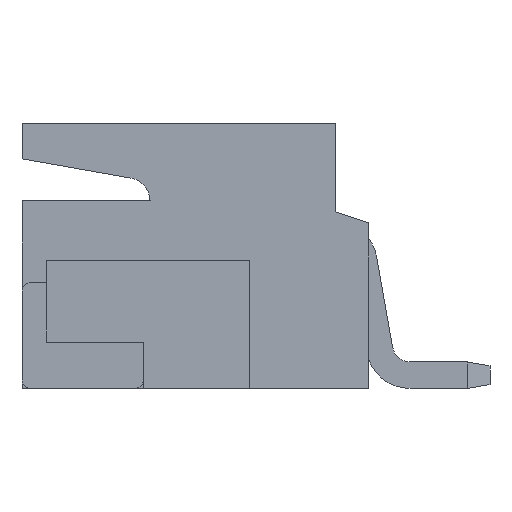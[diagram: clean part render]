
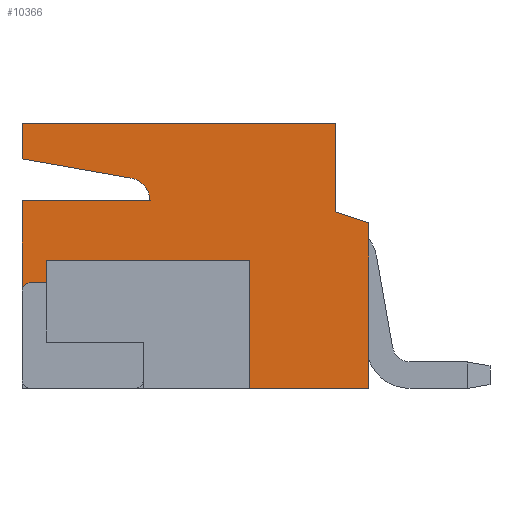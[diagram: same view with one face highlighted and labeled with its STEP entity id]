
A CAD part, left-side view. The second image highlights one B-rep face of the part: STEP entity #10366.
In plain terms, the highlighted planar face has unit normal (-1, 0, 0).
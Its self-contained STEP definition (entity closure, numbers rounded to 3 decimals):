
#90 = DIRECTION ( 'NONE',  ( 0., 0., -1. ) ) ;
#127 = ORIENTED_EDGE ( 'NONE', *, *, #5141, .F. ) ;
#415 = DIRECTION ( 'NONE',  ( 1., 0., 0. ) ) ;
#454 = EDGE_CURVE ( 'NONE', #11386, #8020, #889, .T. ) ;
#467 = LINE ( 'NONE', #1413, #9602 ) ;
#546 = ORIENTED_EDGE ( 'NONE', *, *, #454, .F. ) ;
#568 = ORIENTED_EDGE ( 'NONE', *, *, #8317, .T. ) ;
#588 = CARTESIAN_POINT ( 'NONE',  ( -7.55, -5.6, 6. ) ) ;
#716 = ORIENTED_EDGE ( 'NONE', *, *, #5233, .T. ) ;
#740 = ORIENTED_EDGE ( 'NONE', *, *, #3013, .T. ) ;
#889 = LINE ( 'NONE', #4810, #9983 ) ;
#1216 = VECTOR ( 'NONE', #7288, 1000. ) ;
#1230 = EDGE_CURVE ( 'NONE', #11242, #7347, #11362, .T. ) ;
#1334 = CARTESIAN_POINT ( 'NONE',  ( -7.55, -1.25, 1.05 ) ) ;
#1394 = CARTESIAN_POINT ( 'NONE',  ( -7.55, 0.95, 1.05 ) ) ;
#1413 = CARTESIAN_POINT ( 'NONE',  ( -7.55, -1.25, 1.05 ) ) ;
#1480 = LINE ( 'NONE', #4274, #10540 ) ;
#1502 = VERTEX_POINT ( 'NONE', #5619 ) ;
#1654 = CARTESIAN_POINT ( 'NONE',  ( -7.55, -0.968, 4.765 ) ) ;
#1664 = VERTEX_POINT ( 'NONE', #6661 ) ;
#1915 = CARTESIAN_POINT ( 'NONE',  ( -7.55, -3.65, 0. ) ) ;
#1934 = VERTEX_POINT ( 'NONE', #2236 ) ;
#1991 = CARTESIAN_POINT ( 'NONE',  ( -7.55, -0.844, 4.787 ) ) ;
#2080 = VECTOR ( 'NONE', #7658, 1000. ) ;
#2081 = VECTOR ( 'NONE', #2786, 1000. ) ;
#2236 = CARTESIAN_POINT ( 'NONE',  ( -7.55, 1.5, 5.2 ) ) ;
#2267 = ORIENTED_EDGE ( 'NONE', *, *, #9921, .F. ) ;
#2301 = ORIENTED_EDGE ( 'NONE', *, *, #3235, .F. ) ;
#2359 = LINE ( 'NONE', #588, #2080 ) ;
#2382 = DIRECTION ( 'NONE',  ( 0., 1., 0. ) ) ;
#2406 = CARTESIAN_POINT ( 'NONE',  ( -7.55, 0.95, 2.9 ) ) ;
#2409 = ORIENTED_EDGE ( 'NONE', *, *, #9575, .T. ) ;
#2416 = LINE ( 'NONE', #7630, #10253 ) ;
#2521 = CARTESIAN_POINT ( 'NONE',  ( -7.55, -3.65, 2.9 ) ) ;
#2535 = VECTOR ( 'NONE', #4335, 1000. ) ;
#2576 = DIRECTION ( 'NONE',  ( 0., 1., 0. ) ) ;
#2657 = LINE ( 'NONE', #1394, #9663 ) ;
#2786 = DIRECTION ( 'NONE',  ( 0., 0., -1. ) ) ;
#2797 = LINE ( 'NONE', #3465, #2535 ) ;
#3013 = EDGE_CURVE ( 'NONE', #11386, #6296, #4172, .T. ) ;
#3075 = CARTESIAN_POINT ( 'NONE',  ( -7.55, 1.5, 0. ) ) ;
#3134 = ORIENTED_EDGE ( 'NONE', *, *, #9652, .T. ) ;
#3185 = CARTESIAN_POINT ( 'NONE',  ( -7.55, -3.15, 2.4 ) ) ;
#3235 = EDGE_CURVE ( 'NONE', #8025, #9619, #3920, .T. ) ;
#3265 = DIRECTION ( 'NONE',  ( 0., -1., 0. ) ) ;
#3465 = CARTESIAN_POINT ( 'NONE',  ( -7.55, -3.15, 1.05 ) ) ;
#3640 = VECTOR ( 'NONE', #11105, 1000. ) ;
#3678 = AXIS2_PLACEMENT_3D ( 'NONE', #8351, #415, #6617 ) ;
#3756 = DIRECTION ( 'NONE',  ( 0., -0.985, -0.174 ) ) ;
#3888 = CARTESIAN_POINT ( 'NONE',  ( -7.55, 1.5, 4.25 ) ) ;
#3920 = LINE ( 'NONE', #10238, #3640 ) ;
#3963 = EDGE_CURVE ( 'NONE', #10433, #10986, #2657, .T. ) ;
#3966 = DIRECTION ( 'NONE',  ( 0., 0., 1. ) ) ;
#3976 = PLANE ( 'NONE',  #3678 ) ;
#3995 = VERTEX_POINT ( 'NONE', #4086 ) ;
#4016 = DIRECTION ( 'NONE',  ( 0., -1., 0. ) ) ;
#4086 = CARTESIAN_POINT ( 'NONE',  ( -7.55, -1.25, 0.2 ) ) ;
#4108 = DIRECTION ( 'NONE',  ( 0., 0., -1. ) ) ;
#4172 = LINE ( 'NONE', #8200, #10892 ) ;
#4274 = CARTESIAN_POINT ( 'NONE',  ( -7.55, -3.65, 2.9 ) ) ;
#4313 = VECTOR ( 'NONE', #3966, 1000. ) ;
#4335 = DIRECTION ( 'NONE',  ( 0., 0., -1. ) ) ;
#4365 = VECTOR ( 'NONE', #10399, 1000. ) ;
#4492 = VECTOR ( 'NONE', #2576, 1000. ) ;
#4696 = LINE ( 'NONE', #1991, #9105 ) ;
#4740 = CARTESIAN_POINT ( 'NONE',  ( -7.55, -5.6, 6. ) ) ;
#4810 = CARTESIAN_POINT ( 'NONE',  ( -7.55, 0.95, 2.4 ) ) ;
#4854 = EDGE_CURVE ( 'NONE', #1934, #7954, #8533, .T. ) ;
#5073 = VECTOR ( 'NONE', #3265, 1000. ) ;
#5141 = EDGE_CURVE ( 'NONE', #7954, #6698, #10552, .T. ) ;
#5180 = EDGE_CURVE ( 'NONE', #9619, #1502, #8073, .T. ) ;
#5233 = EDGE_CURVE ( 'NONE', #6296, #6986, #1480, .T. ) ;
#5367 = AXIS2_PLACEMENT_3D ( 'NONE', #10659, #5410, #90 ) ;
#5410 = DIRECTION ( 'NONE',  ( 1., 0., 0. ) ) ;
#5452 = CARTESIAN_POINT ( 'NONE',  ( -7.55, -6.35, 3.75 ) ) ;
#5619 = CARTESIAN_POINT ( 'NONE',  ( -7.55, -6.35, 0. ) ) ;
#5640 = EDGE_CURVE ( 'NONE', #3995, #1664, #2416, .T. ) ;
#5751 = VECTOR ( 'NONE', #4108, 1000. ) ;
#5843 = ORIENTED_EDGE ( 'NONE', *, *, #1230, .T. ) ;
#6296 = VERTEX_POINT ( 'NONE', #2406 ) ;
#6332 = VERTEX_POINT ( 'NONE', #1654 ) ;
#6412 = CARTESIAN_POINT ( 'NONE',  ( -7.55, 1.5, 0. ) ) ;
#6577 = VERTEX_POINT ( 'NONE', #8977 ) ;
#6617 = DIRECTION ( 'NONE',  ( 0., 0., -1. ) ) ;
#6661 = CARTESIAN_POINT ( 'NONE',  ( -7.55, 1.5, 0.2 ) ) ;
#6698 = VERTEX_POINT ( 'NONE', #4740 ) ;
#6743 = LINE ( 'NONE', #1915, #2081 ) ;
#6929 = CARTESIAN_POINT ( 'NONE',  ( -7.55, -1.4, 4.25 ) ) ;
#6986 = VERTEX_POINT ( 'NONE', #2521 ) ;
#7288 = DIRECTION ( 'NONE',  ( 0., 0., 1. ) ) ;
#7347 = VERTEX_POINT ( 'NONE', #3888 ) ;
#7354 = EDGE_CURVE ( 'NONE', #1664, #7347, #11316, .T. ) ;
#7537 = ORIENTED_EDGE ( 'NONE', *, *, #4854, .F. ) ;
#7542 = DIRECTION ( 'NONE',  ( 0., 1., 0. ) ) ;
#7629 = EDGE_CURVE ( 'NONE', #8020, #10433, #2797, .T. ) ;
#7630 = CARTESIAN_POINT ( 'NONE',  ( -7.55, -1.835, 0.2 ) ) ;
#7658 = DIRECTION ( 'NONE',  ( 0., 0., -1. ) ) ;
#7831 = CARTESIAN_POINT ( 'NONE',  ( -7.55, -6.35, 0. ) ) ;
#7954 = VERTEX_POINT ( 'NONE', #9255 ) ;
#8020 = VERTEX_POINT ( 'NONE', #3185 ) ;
#8025 = VERTEX_POINT ( 'NONE', #9339 ) ;
#8073 = LINE ( 'NONE', #10370, #5751 ) ;
#8200 = CARTESIAN_POINT ( 'NONE',  ( -7.55, 0.95, 2.9 ) ) ;
#8317 = EDGE_CURVE ( 'NONE', #6986, #6577, #6743, .T. ) ;
#8351 = CARTESIAN_POINT ( 'NONE',  ( -7.55, 0., 0. ) ) ;
#8422 = CIRCLE ( 'NONE', #5367, 0.523 ) ;
#8470 = CARTESIAN_POINT ( 'NONE',  ( -7.55, -3.15, 1.05 ) ) ;
#8533 = LINE ( 'NONE', #6412, #1216 ) ;
#8670 = DIRECTION ( 'NONE',  ( 0., -1., 0. ) ) ;
#8900 = LINE ( 'NONE', #7831, #4492 ) ;
#8977 = CARTESIAN_POINT ( 'NONE',  ( -7.55, -3.65, 0. ) ) ;
#9037 = ORIENTED_EDGE ( 'NONE', *, *, #11239, .F. ) ;
#9105 = VECTOR ( 'NONE', #3756, 1000. ) ;
#9140 = ORIENTED_EDGE ( 'NONE', *, *, #3963, .F. ) ;
#9255 = CARTESIAN_POINT ( 'NONE',  ( -7.55, 1.5, 6. ) ) ;
#9269 = ORIENTED_EDGE ( 'NONE', *, *, #7629, .F. ) ;
#9338 = ORIENTED_EDGE ( 'NONE', *, *, #11076, .T. ) ;
#9339 = CARTESIAN_POINT ( 'NONE',  ( -7.55, -5.6, 4. ) ) ;
#9416 = CARTESIAN_POINT ( 'NONE',  ( -7.55, 1.5, 6. ) ) ;
#9575 = EDGE_CURVE ( 'NONE', #6332, #11242, #8422, .T. ) ;
#9602 = VECTOR ( 'NONE', #11047, 1000. ) ;
#9619 = VERTEX_POINT ( 'NONE', #5452 ) ;
#9652 = EDGE_CURVE ( 'NONE', #1934, #6332, #4696, .T. ) ;
#9663 = VECTOR ( 'NONE', #7542, 1000. ) ;
#9921 = EDGE_CURVE ( 'NONE', #6698, #8025, #2359, .T. ) ;
#9983 = VECTOR ( 'NONE', #4016, 1000. ) ;
#10024 = FACE_OUTER_BOUND ( 'NONE', #10242, .T. ) ;
#10100 = ORIENTED_EDGE ( 'NONE', *, *, #5640, .F. ) ;
#10238 = CARTESIAN_POINT ( 'NONE',  ( -7.55, -5.6, 4. ) ) ;
#10242 = EDGE_LOOP ( 'NONE', ( #2409, #5843, #10293, #10100, #9338, #9140, #9269, #546, #740, #716, #568, #9037, #10668, #2301, #2267, #127, #7537, #3134 ) ) ;
#10253 = VECTOR ( 'NONE', #2382, 1000. ) ;
#10293 = ORIENTED_EDGE ( 'NONE', *, *, #7354, .F. ) ;
#10357 = CARTESIAN_POINT ( 'NONE',  ( -7.55, 0., 4.25 ) ) ;
#10366 = ADVANCED_FACE ( 'NONE', ( #10024 ), #3976, .F. ) ;
#10370 = CARTESIAN_POINT ( 'NONE',  ( -7.55, -6.35, 3.75 ) ) ;
#10399 = DIRECTION ( 'NONE',  ( 0., 1., 0. ) ) ;
#10433 = VERTEX_POINT ( 'NONE', #8470 ) ;
#10540 = VECTOR ( 'NONE', #8670, 1000. ) ;
#10552 = LINE ( 'NONE', #9416, #5073 ) ;
#10653 = CARTESIAN_POINT ( 'NONE',  ( -7.55, 0.95, 2.4 ) ) ;
#10659 = CARTESIAN_POINT ( 'NONE',  ( -7.55, -0.877, 4.25 ) ) ;
#10668 = ORIENTED_EDGE ( 'NONE', *, *, #5180, .F. ) ;
#10795 = DIRECTION ( 'NONE',  ( 0., 0., 1. ) ) ;
#10892 = VECTOR ( 'NONE', #10795, 1000. ) ;
#10986 = VERTEX_POINT ( 'NONE', #1334 ) ;
#11047 = DIRECTION ( 'NONE',  ( 0., 0., 1. ) ) ;
#11076 = EDGE_CURVE ( 'NONE', #3995, #10986, #467, .T. ) ;
#11105 = DIRECTION ( 'NONE',  ( 0., -0.949, -0.316 ) ) ;
#11239 = EDGE_CURVE ( 'NONE', #1502, #6577, #8900, .T. ) ;
#11242 = VERTEX_POINT ( 'NONE', #6929 ) ;
#11316 = LINE ( 'NONE', #3075, #4313 ) ;
#11362 = LINE ( 'NONE', #10357, #4365 ) ;
#11386 = VERTEX_POINT ( 'NONE', #10653 ) ;
